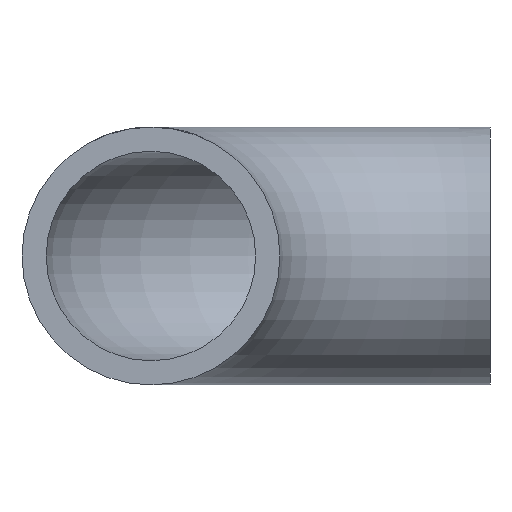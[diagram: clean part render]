
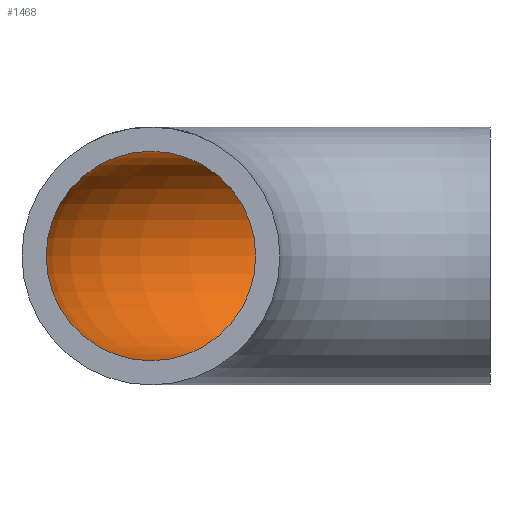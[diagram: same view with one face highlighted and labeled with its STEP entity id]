
A CAD part, front view. The second image highlights one B-rep face of the part: STEP entity #1468.
In plain terms, the highlighted toroidal (fillet/blend) face has major radius 28 mm and minor radius 8.65 mm.
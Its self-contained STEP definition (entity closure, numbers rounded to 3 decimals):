
#127 = AXIS2_PLACEMENT_3D ( 'NONE', #5379, #4905, #3745 ) ;
#722 = CARTESIAN_POINT ( 'NONE',  ( -28., 0., 8.65 ) ) ;
#1099 = EDGE_LOOP ( 'NONE', ( #4619 ) ) ;
#1150 = ORIENTED_EDGE ( 'NONE', *, *, #7687, .T. ) ;
#1388 = VERTEX_POINT ( 'NONE', #722 ) ;
#1468 = ADVANCED_FACE ( 'NONE', ( #2719, #3226 ), #3928, .F. ) ;
#1498 = CIRCLE ( 'NONE', #127, 8.65 ) ;
#1579 = VERTEX_POINT ( 'NONE', #6358 ) ;
#1609 = AXIS2_PLACEMENT_3D ( 'NONE', #2734, #2111, #6077 ) ;
#2111 = DIRECTION ( 'NONE',  ( 0., 0., -1. ) ) ;
#2719 = FACE_OUTER_BOUND ( 'NONE', #7340, .T. ) ;
#2734 = CARTESIAN_POINT ( 'NONE',  ( 0., 0., 0. ) ) ;
#2910 = CIRCLE ( 'NONE', #4321, 8.65 ) ;
#3004 = CARTESIAN_POINT ( 'NONE',  ( -28., 0., 0. ) ) ;
#3226 = FACE_OUTER_BOUND ( 'NONE', #1099, .T. ) ;
#3745 = DIRECTION ( 'NONE',  ( 0., 1., 0. ) ) ;
#3928 = TOROIDAL_SURFACE ( 'NONE', #1609, 28., 8.65 ) ;
#4321 = AXIS2_PLACEMENT_3D ( 'NONE', #3004, #7567, #4384 ) ;
#4384 = DIRECTION ( 'NONE',  ( 0., 0., 1. ) ) ;
#4619 = ORIENTED_EDGE ( 'NONE', *, *, #5528, .F. ) ;
#4905 = DIRECTION ( 'NONE',  ( 1., 0., 0. ) ) ;
#5379 = CARTESIAN_POINT ( 'NONE',  ( 0., 28., 0. ) ) ;
#5528 = EDGE_CURVE ( 'NONE', #1388, #1388, #2910, .T. ) ;
#6077 = DIRECTION ( 'NONE',  ( -1., 0., 0. ) ) ;
#6358 = CARTESIAN_POINT ( 'NONE',  ( 0., 36.65, 0. ) ) ;
#7340 = EDGE_LOOP ( 'NONE', ( #1150 ) ) ;
#7567 = DIRECTION ( 'NONE',  ( 0., 1., 0. ) ) ;
#7687 = EDGE_CURVE ( 'NONE', #1579, #1579, #1498, .T. ) ;
